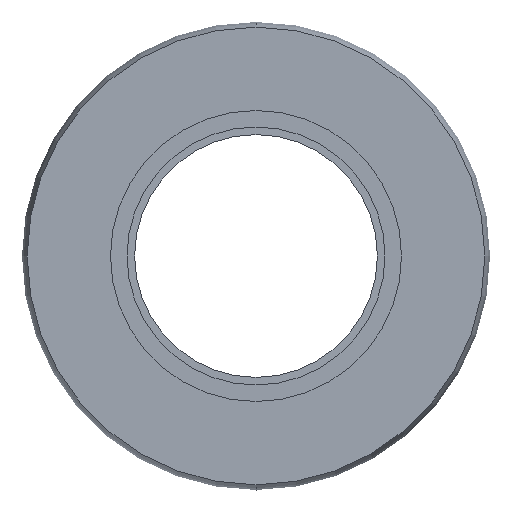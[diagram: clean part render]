
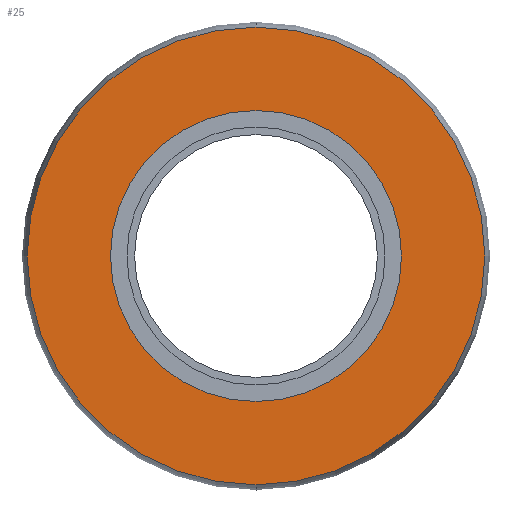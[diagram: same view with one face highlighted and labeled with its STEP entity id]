
A CAD part, front view. The second image highlights one B-rep face of the part: STEP entity #25.
In plain terms, the highlighted planar face has unit normal (0, -1, 0).
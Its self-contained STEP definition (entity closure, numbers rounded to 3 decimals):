
#25 = ADVANCED_FACE ( 'NONE', ( #200, #196 ), #287, .T. ) ;
#153 = CIRCLE ( 'NONE', #373, 15.081 ) ;
#156 = CIRCLE ( 'NONE', #374, 9.589 ) ;
#160 = CIRCLE ( 'NONE', #382, 9.589 ) ;
#163 = CIRCLE ( 'NONE', #387, 15.081 ) ;
#196 = FACE_BOUND ( 'NONE', #411, .T. ) ;
#200 = FACE_OUTER_BOUND ( 'NONE', #456, .T. ) ;
#222 = VERTEX_POINT ( 'NONE', #427 ) ;
#223 = ORIENTED_EDGE ( 'NONE', *, *, #487, .F. ) ;
#224 = VERTEX_POINT ( 'NONE', #408 ) ;
#287 = PLANE ( 'NONE',  #436 ) ;
#332 = CARTESIAN_POINT ( 'NONE',  ( 9.589, -1.905, 0. ) ) ;
#371 = DIRECTION ( 'NONE',  ( 0., -1., 0. ) ) ;
#373 = AXIS2_PLACEMENT_3D ( 'NONE', #618, #617, #621 ) ;
#374 = AXIS2_PLACEMENT_3D ( 'NONE', #515, #616, #613 ) ;
#376 = DIRECTION ( 'NONE',  ( 0., 0., -1. ) ) ;
#382 = AXIS2_PLACEMENT_3D ( 'NONE', #623, #622, #627 ) ;
#387 = AXIS2_PLACEMENT_3D ( 'NONE', #637, #636, #634 ) ;
#408 = CARTESIAN_POINT ( 'NONE',  ( 0., -1.905, -9.589 ) ) ;
#411 = EDGE_LOOP ( 'NONE', ( #658, #223 ) ) ;
#427 = CARTESIAN_POINT ( 'NONE',  ( 0., -1.905, -15.081 ) ) ;
#436 = AXIS2_PLACEMENT_3D ( 'NONE', #332, #371, #376 ) ;
#455 = VERTEX_POINT ( 'NONE', #665 ) ;
#456 = EDGE_LOOP ( 'NONE', ( #561, #582 ) ) ;
#477 = EDGE_CURVE ( 'NONE', #222, #505, #163, .T. ) ;
#484 = EDGE_CURVE ( 'NONE', #224, #455, #160, .T. ) ;
#487 = EDGE_CURVE ( 'NONE', #455, #224, #156, .T. ) ;
#488 = EDGE_CURVE ( 'NONE', #505, #222, #153, .T. ) ;
#505 = VERTEX_POINT ( 'NONE', #595 ) ;
#515 = CARTESIAN_POINT ( 'NONE',  ( 0., -1.905, 0. ) ) ;
#561 = ORIENTED_EDGE ( 'NONE', *, *, #477, .T. ) ;
#582 = ORIENTED_EDGE ( 'NONE', *, *, #488, .T. ) ;
#595 = CARTESIAN_POINT ( 'NONE',  ( 0., -1.905, 15.081 ) ) ;
#613 = DIRECTION ( 'NONE',  ( 0., 0., -1. ) ) ;
#616 = DIRECTION ( 'NONE',  ( 0., -1., 0. ) ) ;
#617 = DIRECTION ( 'NONE',  ( 0., -1., 0. ) ) ;
#618 = CARTESIAN_POINT ( 'NONE',  ( 0., -1.905, 0. ) ) ;
#621 = DIRECTION ( 'NONE',  ( 0., 0., -1. ) ) ;
#622 = DIRECTION ( 'NONE',  ( 0., -1., 0. ) ) ;
#623 = CARTESIAN_POINT ( 'NONE',  ( 0., -1.905, 0. ) ) ;
#627 = DIRECTION ( 'NONE',  ( 0., 0., -1. ) ) ;
#634 = DIRECTION ( 'NONE',  ( 0., 0., -1. ) ) ;
#636 = DIRECTION ( 'NONE',  ( 0., -1., 0. ) ) ;
#637 = CARTESIAN_POINT ( 'NONE',  ( 0., -1.905, 0. ) ) ;
#658 = ORIENTED_EDGE ( 'NONE', *, *, #484, .F. ) ;
#665 = CARTESIAN_POINT ( 'NONE',  ( 0., -1.905, 9.589 ) ) ;
